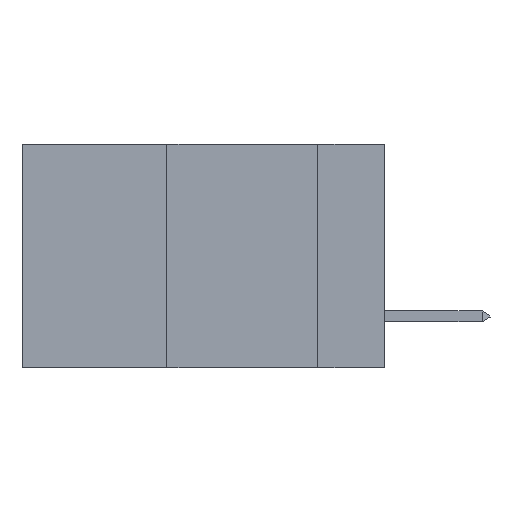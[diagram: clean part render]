
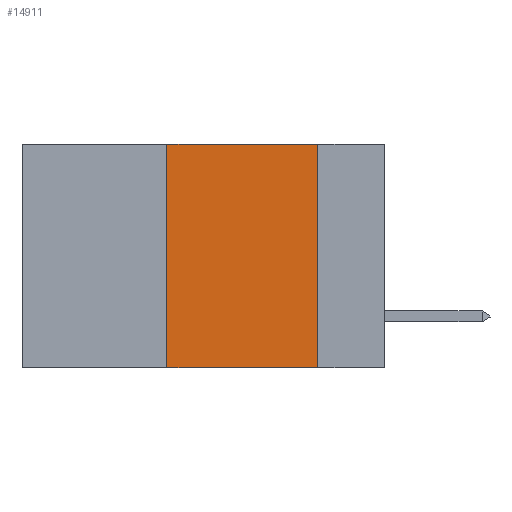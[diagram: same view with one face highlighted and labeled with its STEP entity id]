
A CAD part, left-side view. The second image highlights one B-rep face of the part: STEP entity #14911.
In plain terms, the highlighted planar face has unit normal (-1, 0, 0).
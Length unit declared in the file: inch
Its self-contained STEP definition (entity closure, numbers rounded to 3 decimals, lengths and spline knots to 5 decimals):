
#264 = EDGE_CURVE ( 'NONE', #13691, #15749, #10947, .T. ) ;
#465 = AXIS2_PLACEMENT_3D ( 'NONE', #3251, #687, #2046 ) ;
#479 = DIRECTION ( 'NONE',  ( 0., 0., 1. ) ) ;
#687 = DIRECTION ( 'NONE',  ( 1., 0., 0. ) ) ;
#1068 = DIRECTION ( 'NONE',  ( 0., -1., 0. ) ) ;
#1409 = ORIENTED_EDGE ( 'NONE', *, *, #13107, .F. ) ;
#2046 = DIRECTION ( 'NONE',  ( 0., 0., -1. ) ) ;
#2211 = VECTOR ( 'NONE', #479, 39.37008 ) ;
#2416 = CARTESIAN_POINT ( 'NONE',  ( 0., 0.36, 0. ) ) ;
#2892 = VECTOR ( 'NONE', #11884, 39.37008 ) ;
#3227 = VECTOR ( 'NONE', #1068, 39.37008 ) ;
#3251 = CARTESIAN_POINT ( 'NONE',  ( 0., 0.6, 0. ) ) ;
#3924 = LINE ( 'NONE', #7835, #2892 ) ;
#4153 = VECTOR ( 'NONE', #12178, 39.37008 ) ;
#6061 = ORIENTED_EDGE ( 'NONE', *, *, #264, .F. ) ;
#6322 = ORIENTED_EDGE ( 'NONE', *, *, #15098, .T. ) ;
#7557 = VERTEX_POINT ( 'NONE', #10868 ) ;
#7835 = CARTESIAN_POINT ( 'NONE',  ( 0., 0.11, 0. ) ) ;
#7957 = ORIENTED_EDGE ( 'NONE', *, *, #16943, .F. ) ;
#8645 = PLANE ( 'NONE',  #465 ) ;
#8799 = CARTESIAN_POINT ( 'NONE',  ( 0., 0.6, -0.37 ) ) ;
#9459 = CARTESIAN_POINT ( 'NONE',  ( 0., 0.6, 0. ) ) ;
#10085 = VERTEX_POINT ( 'NONE', #10563 ) ;
#10280 = LINE ( 'NONE', #15106, #2211 ) ;
#10563 = CARTESIAN_POINT ( 'NONE',  ( 0., 0.11, -0.37 ) ) ;
#10868 = CARTESIAN_POINT ( 'NONE',  ( 0., 0.36, -0.37 ) ) ;
#10947 = LINE ( 'NONE', #9459, #4153 ) ;
#11884 = DIRECTION ( 'NONE',  ( 0., 0., -1. ) ) ;
#12178 = DIRECTION ( 'NONE',  ( 0., -1., 0. ) ) ;
#12480 = LINE ( 'NONE', #8799, #3227 ) ;
#13107 = EDGE_CURVE ( 'NONE', #15749, #10085, #3924, .T. ) ;
#13509 = FACE_OUTER_BOUND ( 'NONE', #15357, .T. ) ;
#13691 = VERTEX_POINT ( 'NONE', #2416 ) ;
#13757 = CARTESIAN_POINT ( 'NONE',  ( 0., 0.11, 0. ) ) ;
#14911 = ADVANCED_FACE ( 'NONE', ( #13509 ), #8645, .F. ) ;
#15098 = EDGE_CURVE ( 'NONE', #7557, #10085, #12480, .T. ) ;
#15106 = CARTESIAN_POINT ( 'NONE',  ( 0., 0.36, 0. ) ) ;
#15357 = EDGE_LOOP ( 'NONE', ( #1409, #6061, #7957, #6322 ) ) ;
#15749 = VERTEX_POINT ( 'NONE', #13757 ) ;
#16943 = EDGE_CURVE ( 'NONE', #7557, #13691, #10280, .T. ) ;
